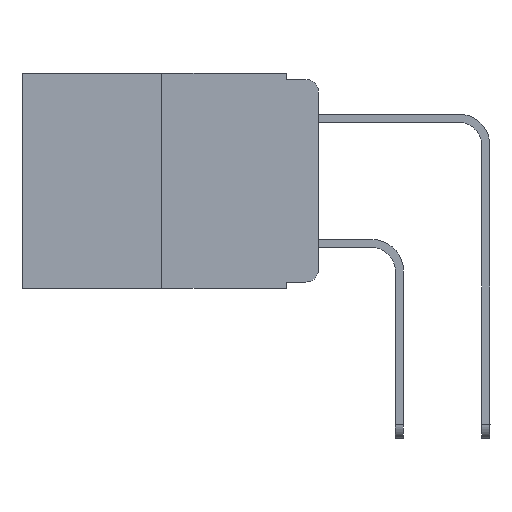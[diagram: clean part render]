
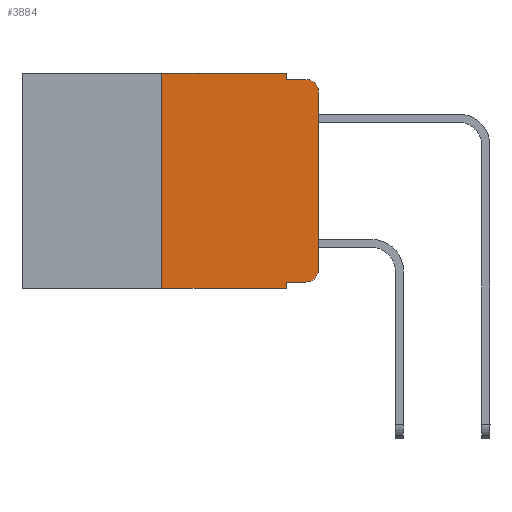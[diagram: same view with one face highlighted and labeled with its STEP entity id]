
A CAD part, left-side view. The second image highlights one B-rep face of the part: STEP entity #3884.
In plain terms, the highlighted planar face has unit normal (-1, 0, 0).
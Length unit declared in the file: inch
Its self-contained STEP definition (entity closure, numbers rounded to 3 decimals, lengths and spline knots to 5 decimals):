
#266 = DIRECTION ( 'NONE',  ( 0., -1., 0. ) ) ;
#425 = LINE ( 'NONE', #21396, #1234 ) ;
#653 = DIRECTION ( 'NONE',  ( 0., 0., 1. ) ) ;
#788 = ORIENTED_EDGE ( 'NONE', *, *, #7798, .T. ) ;
#804 = CARTESIAN_POINT ( 'NONE',  ( 0., 0.02, -0.03 ) ) ;
#1234 = VECTOR ( 'NONE', #6162, 39.37008 ) ;
#1261 = VERTEX_POINT ( 'NONE', #14832 ) ;
#1755 = VECTOR ( 'NONE', #14346, 39.37008 ) ;
#1831 = EDGE_CURVE ( 'NONE', #8038, #19839, #7494, .T. ) ;
#1931 = ORIENTED_EDGE ( 'NONE', *, *, #16466, .F. ) ;
#2117 = AXIS2_PLACEMENT_3D ( 'NONE', #15985, #12576, #3204 ) ;
#2181 = DIRECTION ( 'NONE',  ( 0., 0., -1. ) ) ;
#2543 = LINE ( 'NONE', #12148, #17200 ) ;
#3040 = ORIENTED_EDGE ( 'NONE', *, *, #14455, .F. ) ;
#3099 = CARTESIAN_POINT ( 'NONE',  ( 0., 0.02, -0.01 ) ) ;
#3204 = DIRECTION ( 'NONE',  ( 0., 0., -1. ) ) ;
#3240 = VERTEX_POINT ( 'NONE', #10333 ) ;
#3884 = ADVANCED_FACE ( 'NONE', ( #15561 ), #11778, .F. ) ;
#4030 = LINE ( 'NONE', #8138, #24686 ) ;
#4566 = CARTESIAN_POINT ( 'NONE',  ( 0., 0.051, -0.343 ) ) ;
#5050 = CARTESIAN_POINT ( 'NONE',  ( 0., 0.25, -0.343 ) ) ;
#6162 = DIRECTION ( 'NONE',  ( 0., -1., 0. ) ) ;
#6589 = LINE ( 'NONE', #8949, #1755 ) ;
#7016 = CARTESIAN_POINT ( 'NONE',  ( 0., 0.051, 0. ) ) ;
#7494 = LINE ( 'NONE', #7993, #15770 ) ;
#7798 = EDGE_CURVE ( 'NONE', #1261, #8891, #22615, .T. ) ;
#7952 = VERTEX_POINT ( 'NONE', #23912 ) ;
#7993 = CARTESIAN_POINT ( 'NONE',  ( 0., 0.473, -0.343 ) ) ;
#8038 = VERTEX_POINT ( 'NONE', #5050 ) ;
#8138 = CARTESIAN_POINT ( 'NONE',  ( 0., 0.051, 0. ) ) ;
#8228 = AXIS2_PLACEMENT_3D ( 'NONE', #804, #21281, #21655 ) ;
#8518 = VERTEX_POINT ( 'NONE', #17214 ) ;
#8839 = ORIENTED_EDGE ( 'NONE', *, *, #18496, .F. ) ;
#8891 = VERTEX_POINT ( 'NONE', #3099 ) ;
#8949 = CARTESIAN_POINT ( 'NONE',  ( 0., 0.051, -0.333 ) ) ;
#10214 = ORIENTED_EDGE ( 'NONE', *, *, #21540, .F. ) ;
#10333 = CARTESIAN_POINT ( 'NONE',  ( 0., 0.051, -0.01 ) ) ;
#10335 = ORIENTED_EDGE ( 'NONE', *, *, #16350, .T. ) ;
#10633 = LINE ( 'NONE', #18265, #13360 ) ;
#11778 = PLANE ( 'NONE',  #17593 ) ;
#12148 = CARTESIAN_POINT ( 'NONE',  ( 0., 0.25, 0. ) ) ;
#12576 = DIRECTION ( 'NONE',  ( -1., 0., 0. ) ) ;
#13067 = VERTEX_POINT ( 'NONE', #13529 ) ;
#13192 = EDGE_CURVE ( 'NONE', #8038, #13067, #2543, .T. ) ;
#13360 = VECTOR ( 'NONE', #16161, 39.37008 ) ;
#13529 = CARTESIAN_POINT ( 'NONE',  ( 0., 0.25, 0. ) ) ;
#13793 = DIRECTION ( 'NONE',  ( 0., 0., -1. ) ) ;
#14346 = DIRECTION ( 'NONE',  ( 0., -1., 0. ) ) ;
#14455 = EDGE_CURVE ( 'NONE', #8518, #19839, #15231, .T. ) ;
#14832 = CARTESIAN_POINT ( 'NONE',  ( 0., 0., -0.03 ) ) ;
#14914 = ORIENTED_EDGE ( 'NONE', *, *, #1831, .T. ) ;
#15231 = LINE ( 'NONE', #19321, #20452 ) ;
#15561 = FACE_OUTER_BOUND ( 'NONE', #17226, .T. ) ;
#15770 = VECTOR ( 'NONE', #266, 39.37008 ) ;
#15985 = CARTESIAN_POINT ( 'NONE',  ( 0., 0.02, -0.313 ) ) ;
#16161 = DIRECTION ( 'NONE',  ( 0., 0., 1. ) ) ;
#16346 = LINE ( 'NONE', #16597, #24503 ) ;
#16350 = EDGE_CURVE ( 'NONE', #8518, #7952, #6589, .T. ) ;
#16466 = EDGE_CURVE ( 'NONE', #13067, #17459, #16346, .T. ) ;
#16597 = CARTESIAN_POINT ( 'NONE',  ( 0., 0.473, 0. ) ) ;
#16964 = DIRECTION ( 'NONE',  ( 0., 0., -1. ) ) ;
#17200 = VECTOR ( 'NONE', #653, 39.37008 ) ;
#17214 = CARTESIAN_POINT ( 'NONE',  ( 0., 0.051, -0.333 ) ) ;
#17226 = EDGE_LOOP ( 'NONE', ( #17675, #788, #10214, #8839, #1931, #20552, #14914, #3040, #10335, #19532 ) ) ;
#17355 = EDGE_CURVE ( 'NONE', #17736, #1261, #10633, .T. ) ;
#17459 = VERTEX_POINT ( 'NONE', #7016 ) ;
#17524 = DIRECTION ( 'NONE',  ( 1., 0., 0. ) ) ;
#17593 = AXIS2_PLACEMENT_3D ( 'NONE', #21021, #17524, #13793 ) ;
#17675 = ORIENTED_EDGE ( 'NONE', *, *, #17355, .T. ) ;
#17683 = CIRCLE ( 'NONE', #2117, 0.02 ) ;
#17736 = VERTEX_POINT ( 'NONE', #18586 ) ;
#18265 = CARTESIAN_POINT ( 'NONE',  ( 0., 0., 0. ) ) ;
#18496 = EDGE_CURVE ( 'NONE', #17459, #3240, #4030, .T. ) ;
#18586 = CARTESIAN_POINT ( 'NONE',  ( 0., 0., -0.313 ) ) ;
#19321 = CARTESIAN_POINT ( 'NONE',  ( 0., 0.051, 0. ) ) ;
#19532 = ORIENTED_EDGE ( 'NONE', *, *, #23719, .T. ) ;
#19839 = VERTEX_POINT ( 'NONE', #4566 ) ;
#20198 = DIRECTION ( 'NONE',  ( 0., -1., 0. ) ) ;
#20452 = VECTOR ( 'NONE', #16964, 39.37008 ) ;
#20552 = ORIENTED_EDGE ( 'NONE', *, *, #13192, .F. ) ;
#21021 = CARTESIAN_POINT ( 'NONE',  ( 0., 0.473, 0. ) ) ;
#21281 = DIRECTION ( 'NONE',  ( -1., 0., 0. ) ) ;
#21396 = CARTESIAN_POINT ( 'NONE',  ( 0., 0.051, -0.01 ) ) ;
#21540 = EDGE_CURVE ( 'NONE', #3240, #8891, #425, .T. ) ;
#21655 = DIRECTION ( 'NONE',  ( 0., 0., -1. ) ) ;
#22615 = CIRCLE ( 'NONE', #8228, 0.02 ) ;
#23719 = EDGE_CURVE ( 'NONE', #7952, #17736, #17683, .T. ) ;
#23912 = CARTESIAN_POINT ( 'NONE',  ( 0., 0.02, -0.333 ) ) ;
#24503 = VECTOR ( 'NONE', #20198, 39.37008 ) ;
#24686 = VECTOR ( 'NONE', #2181, 39.37008 ) ;
